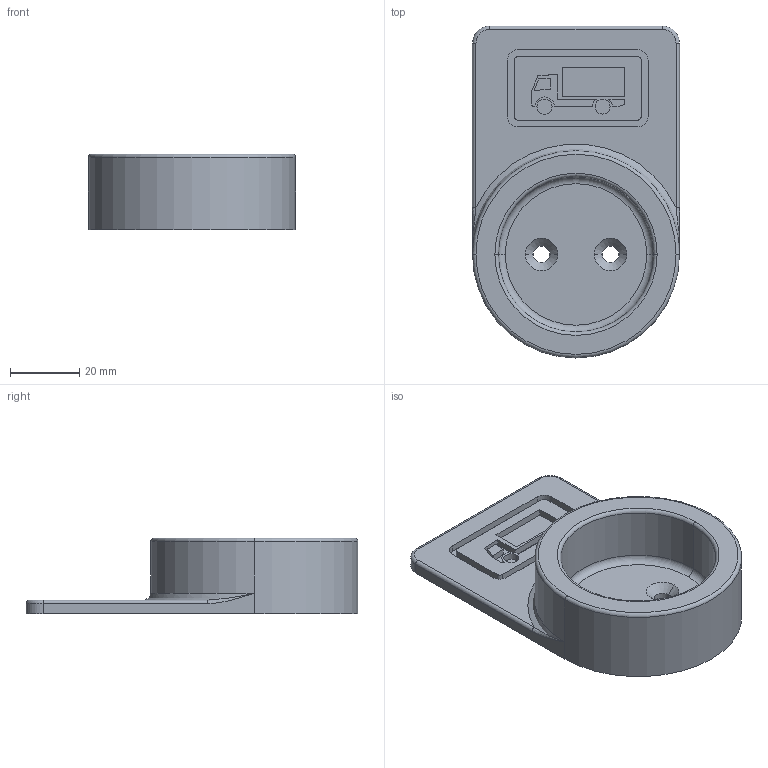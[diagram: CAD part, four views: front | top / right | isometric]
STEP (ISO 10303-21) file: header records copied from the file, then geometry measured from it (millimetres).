
FILE_DESCRIPTION (( 'STEP AP203' ), '1' );
FILE_NAME ('tapo smart button S200B mount.STEP', '2023-10-15T18:13:59', ( '' ), ( '' ), 'SwSTEP 2.0', 'SolidWorks 2023', '' );
FILE_SCHEMA (( 'CONFIG_CONTROL_DESIGN' ));
Length unit declared in the file: millimetre
Products named in the file (1): tapo smart button S200B mount
Bounding box: 60 x 96.2 x 22 mm (x, y, z)
Volume: 42638.5 mm3; surface area: 18216.9 mm2
Topology: 1 solids, 1 shells, 89 faces, 216 edges, 136 vertices
Faces by surface type: plane 42, cylinder 32, torus 9, cone 4, bspline 2
Entity records: 2754 total; most frequent: CARTESIAN_POINT 534, DIRECTION 469, ORIENTED_EDGE 428, EDGE_CURVE 214, AXIS2_PLACEMENT_3D 171, VERTEX_POINT 136, LINE 127, VECTOR 127
